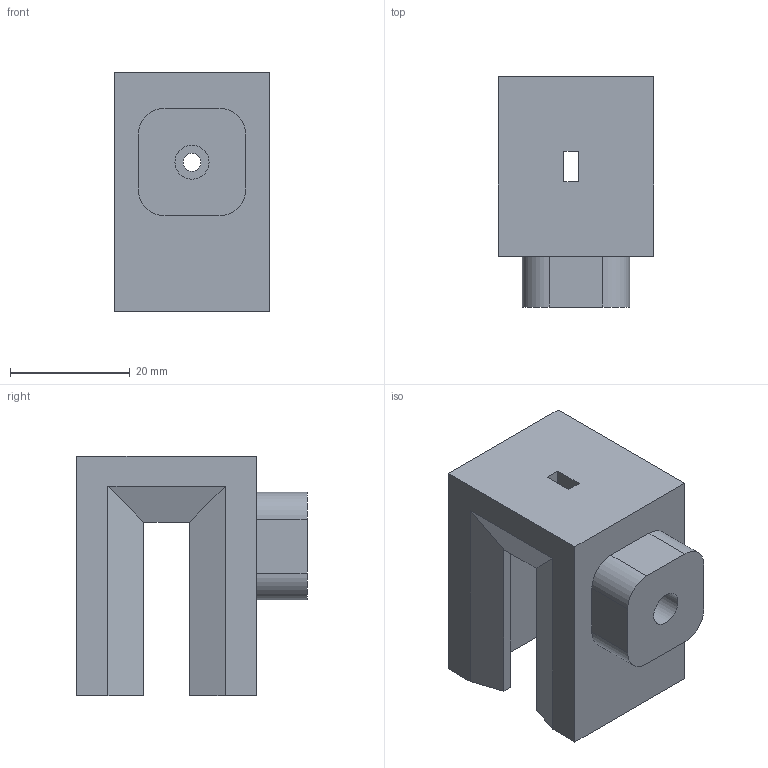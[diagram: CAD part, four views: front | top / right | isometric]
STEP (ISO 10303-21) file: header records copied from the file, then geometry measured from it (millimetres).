
FILE_DESCRIPTION(('FreeCAD Model'),'2;1');
FILE_NAME('Open CASCADE Shape Model','2025-10-12T22:00:50',('Author'),( ''),'Open CASCADE STEP processor 7.8','FreeCAD','Unknown');
FILE_SCHEMA(('AUTOMOTIVE_DESIGN { 1 0 10303 214 1 1 1 1 }'));
Length unit declared in the file: millimetre
Products named in the file (1): SteeringMotorToFrontAxleCoupler
Bounding box: 26 x 38.5 x 40 mm (x, y, z)
Volume: 16059.1 mm3; surface area: 9000.6 mm2
Topology: 1 solids, 1 shells, 45 faces, 113 edges, 74 vertices
Faces by surface type: plane 36, cylinder 9
Full cylindrical faces by diameter (mm): 3 x1, 5 x1, 5.7 x1, 10 x2
Entity records: 1367 total; most frequent: CARTESIAN_POINT 233, ORIENTED_EDGE 226, DIRECTION 223, EDGE_CURVE 113, LINE 95, VECTOR 95, VERTEX_POINT 74, AXIS2_PLACEMENT_3D 64
